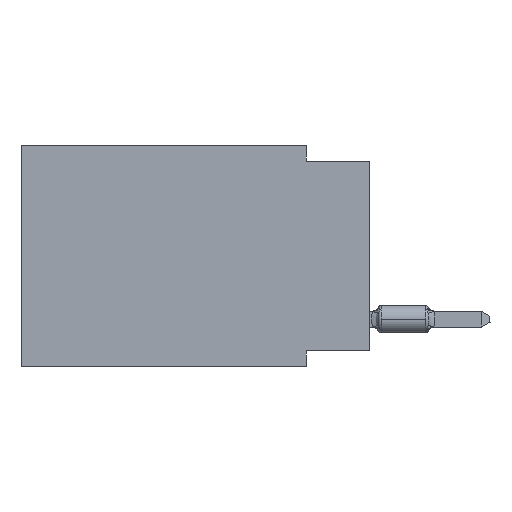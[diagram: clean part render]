
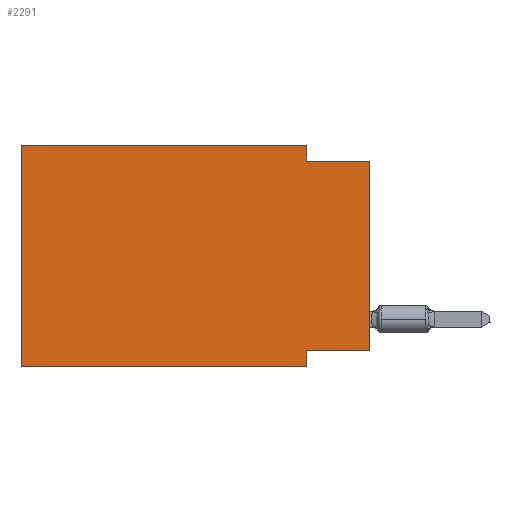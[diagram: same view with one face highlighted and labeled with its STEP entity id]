
A CAD part, left-side view. The second image highlights one B-rep face of the part: STEP entity #2291.
In plain terms, the highlighted planar face has unit normal (-1, 0, 0).
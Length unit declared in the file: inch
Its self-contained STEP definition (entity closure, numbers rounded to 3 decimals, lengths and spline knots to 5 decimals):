
#75 = CARTESIAN_POINT ( 'NONE',  ( 0., 0., 0. ) ) ;
#293 = CARTESIAN_POINT ( 'NONE',  ( 0., 0.1, -0.325 ) ) ;
#783 = CARTESIAN_POINT ( 'NONE',  ( 0., 0.55, -0.35 ) ) ;
#1215 = CARTESIAN_POINT ( 'NONE',  ( 0., 0.1, -0.35 ) ) ;
#2291 = ADVANCED_FACE ( 'NONE', ( #11192 ), #7814, .F. ) ;
#3911 = CARTESIAN_POINT ( 'NONE',  ( 0., 0., -0.325 ) ) ;
#4460 = CARTESIAN_POINT ( 'NONE',  ( 0., 0.1, 0. ) ) ;
#4796 = LINE ( 'NONE', #20064, #31746 ) ;
#5606 = ORIENTED_EDGE ( 'NONE', *, *, #33148, .F. ) ;
#6331 = DIRECTION ( 'NONE',  ( 0., -1., 0. ) ) ;
#7814 = PLANE ( 'NONE',  #22581 ) ;
#8599 = CARTESIAN_POINT ( 'NONE',  ( 0., 0.1, -0.35 ) ) ;
#8654 = EDGE_CURVE ( 'NONE', #23222, #27279, #32145, .T. ) ;
#8850 = VERTEX_POINT ( 'NONE', #9895 ) ;
#9142 = ORIENTED_EDGE ( 'NONE', *, *, #17879, .F. ) ;
#9895 = CARTESIAN_POINT ( 'NONE',  ( 0., 0.1, 0. ) ) ;
#11192 = FACE_OUTER_BOUND ( 'NONE', #12618, .T. ) ;
#12618 = EDGE_LOOP ( 'NONE', ( #42248, #5606, #33605, #9142, #39825, #14239, #25883, #38477 ) ) ;
#13006 = EDGE_CURVE ( 'NONE', #34612, #35496, #40671, .T. ) ;
#13196 = LINE ( 'NONE', #783, #25612 ) ;
#14239 = ORIENTED_EDGE ( 'NONE', *, *, #38725, .T. ) ;
#17226 = EDGE_CURVE ( 'NONE', #37369, #23222, #23557, .T. ) ;
#17331 = VECTOR ( 'NONE', #32384, 39.37008 ) ;
#17879 = EDGE_CURVE ( 'NONE', #35496, #8850, #50038, .T. ) ;
#20064 = CARTESIAN_POINT ( 'NONE',  ( 0., 0., -0.025 ) ) ;
#20512 = DIRECTION ( 'NONE',  ( 0., 0., 1. ) ) ;
#20728 = VERTEX_POINT ( 'NONE', #33995 ) ;
#21848 = CARTESIAN_POINT ( 'NONE',  ( 0., 0.55, 0. ) ) ;
#22190 = CARTESIAN_POINT ( 'NONE',  ( 0., 0.55, -0.35 ) ) ;
#22581 = AXIS2_PLACEMENT_3D ( 'NONE', #39375, #23324, #26958 ) ;
#23222 = VERTEX_POINT ( 'NONE', #293 ) ;
#23324 = DIRECTION ( 'NONE',  ( 1., 0., 0. ) ) ;
#23518 = CARTESIAN_POINT ( 'NONE',  ( 0., 0.55, 0. ) ) ;
#23557 = LINE ( 'NONE', #3911, #30878 ) ;
#24446 = DIRECTION ( 'NONE',  ( 0., -1., 0. ) ) ;
#25132 = CARTESIAN_POINT ( 'NONE',  ( 0., 0.55, 0. ) ) ;
#25612 = VECTOR ( 'NONE', #41138, 39.37008 ) ;
#25769 = VECTOR ( 'NONE', #27744, 39.37008 ) ;
#25883 = ORIENTED_EDGE ( 'NONE', *, *, #8654, .F. ) ;
#26958 = DIRECTION ( 'NONE',  ( 0., 0., -1. ) ) ;
#26985 = LINE ( 'NONE', #75, #25769 ) ;
#27279 = VERTEX_POINT ( 'NONE', #1215 ) ;
#27744 = DIRECTION ( 'NONE',  ( 0., 0., 1. ) ) ;
#30497 = EDGE_CURVE ( 'NONE', #37369, #42496, #26985, .T. ) ;
#30641 = EDGE_CURVE ( 'NONE', #8850, #20728, #32383, .T. ) ;
#30878 = VECTOR ( 'NONE', #39086, 39.37008 ) ;
#31746 = VECTOR ( 'NONE', #24446, 39.37008 ) ;
#32145 = LINE ( 'NONE', #8599, #17331 ) ;
#32383 = LINE ( 'NONE', #4460, #33224 ) ;
#32384 = DIRECTION ( 'NONE',  ( 0., 0., -1. ) ) ;
#33148 = EDGE_CURVE ( 'NONE', #20728, #42496, #4796, .T. ) ;
#33224 = VECTOR ( 'NONE', #44558, 39.37008 ) ;
#33605 = ORIENTED_EDGE ( 'NONE', *, *, #30641, .F. ) ;
#33740 = VECTOR ( 'NONE', #20512, 39.37008 ) ;
#33995 = CARTESIAN_POINT ( 'NONE',  ( 0., 0.1, -0.025 ) ) ;
#34612 = VERTEX_POINT ( 'NONE', #22190 ) ;
#35496 = VERTEX_POINT ( 'NONE', #23518 ) ;
#35859 = VECTOR ( 'NONE', #6331, 39.37008 ) ;
#37369 = VERTEX_POINT ( 'NONE', #39187 ) ;
#38477 = ORIENTED_EDGE ( 'NONE', *, *, #17226, .F. ) ;
#38725 = EDGE_CURVE ( 'NONE', #34612, #27279, #13196, .T. ) ;
#39086 = DIRECTION ( 'NONE',  ( 0., 1., 0. ) ) ;
#39187 = CARTESIAN_POINT ( 'NONE',  ( 0., 0., -0.325 ) ) ;
#39375 = CARTESIAN_POINT ( 'NONE',  ( 0., 0.55, 0. ) ) ;
#39825 = ORIENTED_EDGE ( 'NONE', *, *, #13006, .F. ) ;
#40671 = LINE ( 'NONE', #25132, #33740 ) ;
#41138 = DIRECTION ( 'NONE',  ( 0., -1., 0. ) ) ;
#42248 = ORIENTED_EDGE ( 'NONE', *, *, #30497, .T. ) ;
#42496 = VERTEX_POINT ( 'NONE', #48456 ) ;
#44558 = DIRECTION ( 'NONE',  ( 0., 0., -1. ) ) ;
#48456 = CARTESIAN_POINT ( 'NONE',  ( 0., 0., -0.025 ) ) ;
#50038 = LINE ( 'NONE', #21848, #35859 ) ;
